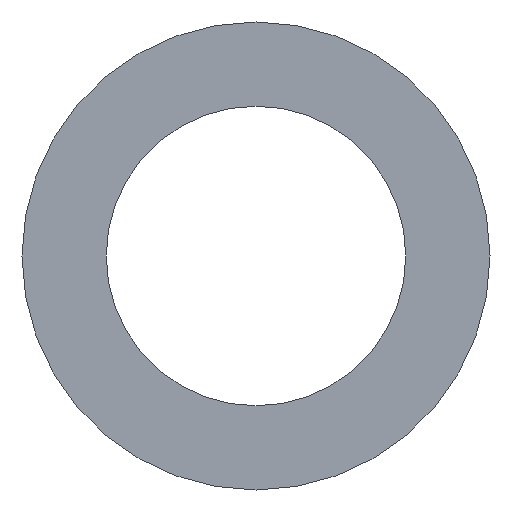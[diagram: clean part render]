
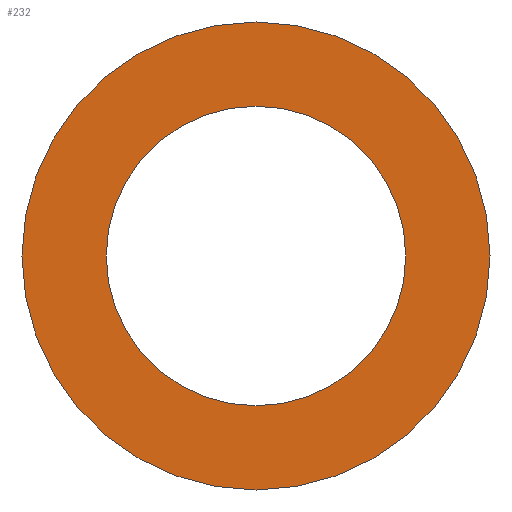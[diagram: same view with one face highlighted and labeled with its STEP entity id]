
A CAD part, front view. The second image highlights one B-rep face of the part: STEP entity #232.
In plain terms, the highlighted planar face has unit normal (0, -1, 0).
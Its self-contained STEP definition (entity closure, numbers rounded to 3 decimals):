
#3 = AXIS2_PLACEMENT_3D ( 'NONE', #53, #133, #169 ) ;
#18 = EDGE_CURVE ( 'NONE', #241, #63, #131, .T. ) ;
#20 = AXIS2_PLACEMENT_3D ( 'NONE', #187, #54, #89 ) ;
#23 = EDGE_LOOP ( 'NONE', ( #43, #98 ) ) ;
#24 = DIRECTION ( 'NONE',  ( 0., 0., 1. ) ) ;
#26 = CARTESIAN_POINT ( 'NONE',  ( 0., 0., 2.5 ) ) ;
#33 = PLANE ( 'NONE',  #77 ) ;
#43 = ORIENTED_EDGE ( 'NONE', *, *, #18, .F. ) ;
#49 = FACE_OUTER_BOUND ( 'NONE', #23, .T. ) ;
#53 = CARTESIAN_POINT ( 'NONE',  ( 0., 0., 0. ) ) ;
#54 = DIRECTION ( 'NONE',  ( 0., 1., 0. ) ) ;
#63 = VERTEX_POINT ( 'NONE', #26 ) ;
#68 = EDGE_CURVE ( 'NONE', #180, #99, #210, .T. ) ;
#77 = AXIS2_PLACEMENT_3D ( 'NONE', #109, #170, #189 ) ;
#89 = DIRECTION ( 'NONE',  ( 0., 0., 1. ) ) ;
#92 = EDGE_CURVE ( 'NONE', #63, #241, #155, .T. ) ;
#98 = ORIENTED_EDGE ( 'NONE', *, *, #92, .F. ) ;
#99 = VERTEX_POINT ( 'NONE', #132 ) ;
#109 = CARTESIAN_POINT ( 'NONE',  ( 0., 0., 0. ) ) ;
#110 = DIRECTION ( 'NONE',  ( 0., 1., 0. ) ) ;
#115 = CIRCLE ( 'NONE', #20, 1.6 ) ;
#130 = FACE_BOUND ( 'NONE', #236, .T. ) ;
#131 = CIRCLE ( 'NONE', #146, 2.5 ) ;
#132 = CARTESIAN_POINT ( 'NONE',  ( 0., 0., -1.6 ) ) ;
#133 = DIRECTION ( 'NONE',  ( 0., 1., 0. ) ) ;
#134 = EDGE_CURVE ( 'NONE', #99, #180, #115, .T. ) ;
#140 = AXIS2_PLACEMENT_3D ( 'NONE', #182, #110, #231 ) ;
#141 = DIRECTION ( 'NONE',  ( 0., 1., 0. ) ) ;
#143 = CARTESIAN_POINT ( 'NONE',  ( 0., 0., 0. ) ) ;
#144 = ORIENTED_EDGE ( 'NONE', *, *, #68, .T. ) ;
#146 = AXIS2_PLACEMENT_3D ( 'NONE', #143, #141, #24 ) ;
#151 = CARTESIAN_POINT ( 'NONE',  ( 0., 0., 1.6 ) ) ;
#155 = CIRCLE ( 'NONE', #3, 2.5 ) ;
#161 = ORIENTED_EDGE ( 'NONE', *, *, #134, .T. ) ;
#169 = DIRECTION ( 'NONE',  ( 0., 0., 1. ) ) ;
#170 = DIRECTION ( 'NONE',  ( 0., 1., 0. ) ) ;
#180 = VERTEX_POINT ( 'NONE', #151 ) ;
#182 = CARTESIAN_POINT ( 'NONE',  ( 0., 0., 0. ) ) ;
#187 = CARTESIAN_POINT ( 'NONE',  ( 0., 0., 0. ) ) ;
#189 = DIRECTION ( 'NONE',  ( 0., 0., 1. ) ) ;
#210 = CIRCLE ( 'NONE', #140, 1.6 ) ;
#230 = CARTESIAN_POINT ( 'NONE',  ( 0., 0., -2.5 ) ) ;
#231 = DIRECTION ( 'NONE',  ( 0., 0., 1. ) ) ;
#232 = ADVANCED_FACE ( 'NONE', ( #49, #130 ), #33, .F. ) ;
#236 = EDGE_LOOP ( 'NONE', ( #161, #144 ) ) ;
#241 = VERTEX_POINT ( 'NONE', #230 ) ;
